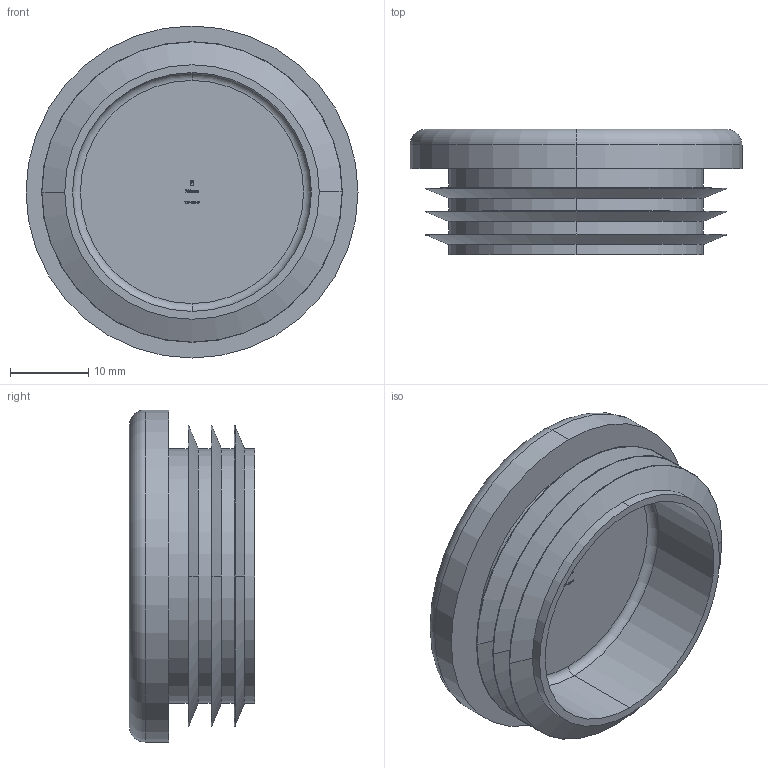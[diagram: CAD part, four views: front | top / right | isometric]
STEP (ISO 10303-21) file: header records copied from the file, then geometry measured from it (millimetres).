
FILE_DESCRIPTION (( 'STEP AP203' ), '1' );
FILE_NAME ('177-43-3-G.step', '2021-01-22T12:24:27', ( '' ), ( '' ), 'SwSTEP 2.0', 'SolidWorks 2018', '' );
FILE_SCHEMA (( 'CONFIG_CONTROL_DESIGN' ));
Length unit declared in the file: millimetre
Products named in the file (2): 177-43-3-G
Bounding box: 42.4 x 16 x 42.4 mm (x, y, z)
Volume: 8721.5 mm3; surface area: 7184.8 mm2
Topology: 1 solids, 1 shells, 290 faces, 770 edges, 510 vertices
Faces by surface type: plane 157, bspline 105, cylinder 12, torus 10, cone 6
Entity records: 13775 total; most frequent: CARTESIAN_POINT 7077, ORIENTED_EDGE 1540, DIRECTION 990, EDGE_CURVE 770, VERTEX_POINT 510, LINE 504, VECTOR 504, EDGE_LOOP 318
